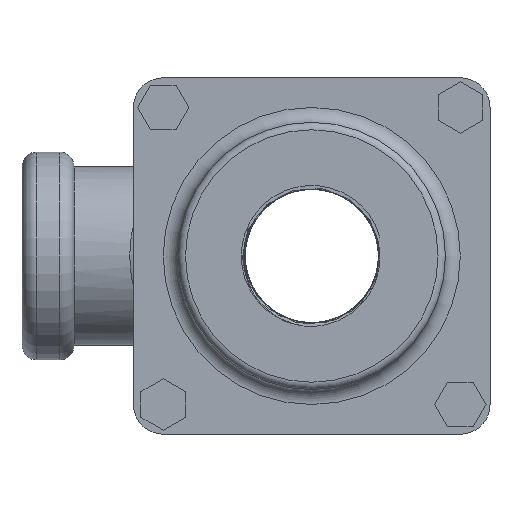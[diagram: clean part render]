
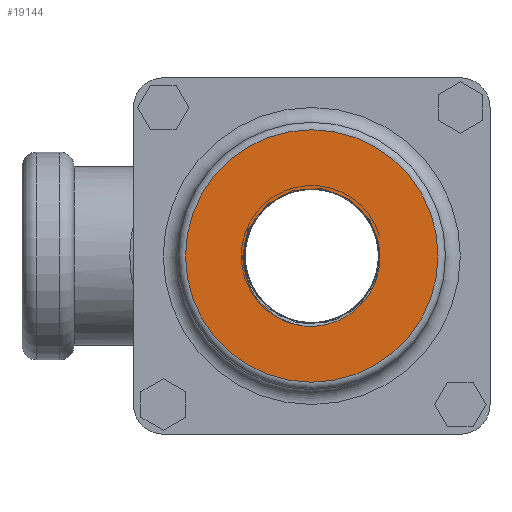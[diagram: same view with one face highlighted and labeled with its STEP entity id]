
A CAD part, left-side view. The second image highlights one B-rep face of the part: STEP entity #19144.
In plain terms, the highlighted planar face has unit normal (-1, 0, 0).
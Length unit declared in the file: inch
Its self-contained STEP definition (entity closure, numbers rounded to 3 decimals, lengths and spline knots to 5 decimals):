
#6655=CARTESIAN_POINT('',(-2.09375,0.06522,-0.59016));
#6656=VERTEX_POINT('',#6655);
#6657=CARTESIAN_POINT('',(-2.09375,0.22604,0.51509));
#6658=VERTEX_POINT('',#6657);
#6659=CARTESIAN_POINT('',(-2.09375,0.06522,-0.59016));
#6660=CARTESIAN_POINT('',(-2.09375,0.14158,-0.58016));
#6661=CARTESIAN_POINT('',(-2.09375,0.21525,-0.5554));
#6662=CARTESIAN_POINT('',(-2.09375,0.3484,-0.47924));
#6663=CARTESIAN_POINT('',(-2.09375,0.4067,-0.42877));
#6664=CARTESIAN_POINT('',(-2.09375,0.50022,-0.30871));
#6665=CARTESIAN_POINT('',(-2.09375,0.53472,-0.24042));
#6666=CARTESIAN_POINT('',(-2.09375,0.57534,-0.09502));
#6667=CARTESIAN_POINT('',(-2.09375,0.58128,-0.01936));
#6668=CARTESIAN_POINT('',(-2.09375,0.56379,0.12938));
#6669=CARTESIAN_POINT('',(-2.09375,0.54075,0.20105));
#6670=CARTESIAN_POINT('',(-2.09375,0.47362,0.32206));
#6671=CARTESIAN_POINT('',(-2.09375,0.43352,0.37227));
#6672=CARTESIAN_POINT('',(-2.09375,0.33861,0.45692));
#6673=CARTESIAN_POINT('',(-2.09375,0.28458,0.49086));
#6674=CARTESIAN_POINT('',(-2.09375,0.22604,0.51509));
#6675=B_SPLINE_CURVE_WITH_KNOTS('',3,(#6659,#6660,#6661,#6662,#6663,#6664,#6665,#6666,#6667,#6668,#6669,#6670,#6671,#6672,#6673,#6674),.UNSPECIFIED.,.F.,.U.,(4,2,2,2,2,2,2,4),(0.0,0.58678,1.16905,1.7468,2.32004,2.88876,3.37544,3.85874),.UNSPECIFIED.);
#6676=EDGE_CURVE('',#6656,#6658,#6675,.T.);
#16142=CARTESIAN_POINT('',(-2.09375,-0.33306,0.4533));
#16143=VERTEX_POINT('',#16142);
#16144=CARTESIAN_POINT('',(-2.09375,-0.33306,0.4533));
#16145=CARTESIAN_POINT('',(-2.09375,-0.39322,0.41103));
#16146=CARTESIAN_POINT('',(-2.09375,-0.44451,0.35737));
#16147=CARTESIAN_POINT('',(-2.09375,-0.52407,0.23296));
#16148=CARTESIAN_POINT('',(-2.09375,-0.55137,0.16328));
#16149=CARTESIAN_POINT('',(-2.09375,-0.57796,0.01679));
#16150=CARTESIAN_POINT('',(-2.09375,-0.57675,-0.05865));
#16151=CARTESIAN_POINT('',(-2.09375,-0.54548,-0.20545));
#16152=CARTESIAN_POINT('',(-2.09375,-0.51549,-0.27534));
#16153=CARTESIAN_POINT('',(-2.09375,-0.43014,-0.40028));
#16154=CARTESIAN_POINT('',(-2.09375,-0.37542,-0.45398));
#16155=CARTESIAN_POINT('',(-2.09375,-0.25686,-0.53201));
#16156=CARTESIAN_POINT('',(-2.09375,-0.19602,-0.5587));
#16157=CARTESIAN_POINT('',(-2.09375,-0.06762,-0.59095));
#16158=CARTESIAN_POINT('',(-2.09375,-0.00093,-0.59612));
#16159=CARTESIAN_POINT('',(-2.09375,0.06522,-0.59016));
#16160=B_SPLINE_CURVE_WITH_KNOTS('',3,(#16144,#16145,#16146,#16147,#16148,#16149,#16150,#16151,#16152,#16153,#16154,#16155,#16156,#16157,#16158,#16159),.UNSPECIFIED.,.F.,.U.,(4,2,2,2,2,2,2,4),(0.0,0.56028,1.12506,1.69436,2.26817,2.84649,3.34873,3.85434),.UNSPECIFIED.);
#16161=EDGE_CURVE('',#16143,#6656,#16160,.T.);
#19117=CARTESIAN_POINT('',(-2.09375,0.84375,0.0));
#19118=DIRECTION('',(-1.0,0.0,0.0));
#19119=DIRECTION('',(0.0,0.0,1.0));
#19120=AXIS2_PLACEMENT_3D('',#19117,#19118,#19119);
#19121=PLANE('',#19120);
#19122=CARTESIAN_POINT('',(-2.09375,1.0625,0.0));
#19123=VERTEX_POINT('',#19122);
#19124=CARTESIAN_POINT('',(-2.09375,0.0,0.0));
#19125=DIRECTION('',(1.0,0.0,0.0));
#19126=DIRECTION('',(0.0,-1.0,0.0));
#19127=AXIS2_PLACEMENT_3D('',#19124,#19125,#19126);
#19128=CIRCLE('',#19127,1.0625);
#19129=EDGE_CURVE('',#19123,#19123,#19128,.T.);
#19130=ORIENTED_EDGE('',*,*,#19129,.F.);
#19131=EDGE_LOOP('',(#19130));
#19132=FACE_OUTER_BOUND('',#19131,.T.);
#19133=ORIENTED_EDGE('',*,*,#16161,.T.);
#19134=ORIENTED_EDGE('',*,*,#6676,.T.);
#19135=CARTESIAN_POINT('',(-2.09375,0.0,0.0));
#19136=DIRECTION('',(1.0,0.0,0.0));
#19137=DIRECTION('',(0.0,1.0,0.0));
#19138=AXIS2_PLACEMENT_3D('',#19135,#19136,#19137);
#19139=CIRCLE('',#19138,0.5625);
#19140=EDGE_CURVE('',#6658,#16143,#19139,.T.);
#19141=ORIENTED_EDGE('',*,*,#19140,.T.);
#19142=EDGE_LOOP('',(#19133,#19134,#19141));
#19143=FACE_BOUND('',#19142,.T.);
#19144=ADVANCED_FACE('',(#19132,#19143),#19121,.T.);
